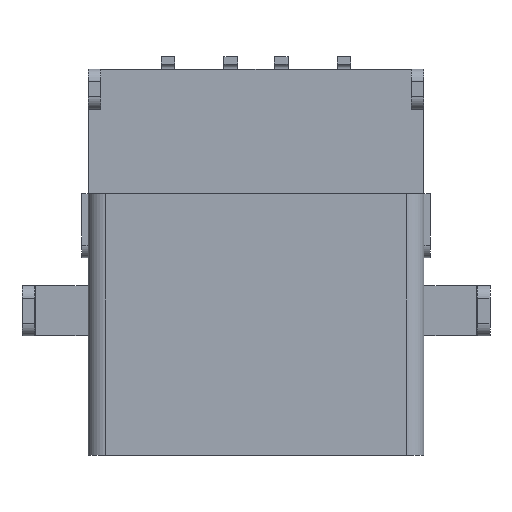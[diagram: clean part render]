
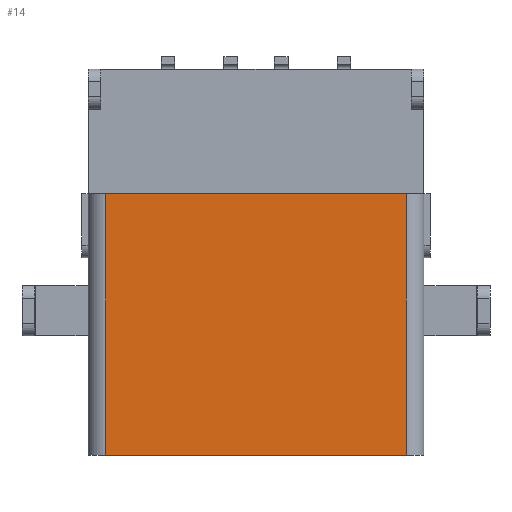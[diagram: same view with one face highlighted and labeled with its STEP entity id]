
A CAD part, front view. The second image highlights one B-rep face of the part: STEP entity #14.
In plain terms, the highlighted planar face has unit normal (0, -1, 0).
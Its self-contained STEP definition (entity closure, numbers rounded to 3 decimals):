
#3 = CARTESIAN_POINT ( 'NONE',  ( 0., -5.95, 0. ) ) ;
#14 = ADVANCED_FACE ( 'NONE', ( #3251 ), #1204, .F. ) ;
#78 = ORIENTED_EDGE ( 'NONE', *, *, #1465, .T. ) ;
#444 = DIRECTION ( 'NONE',  ( 1., 0., 0. ) ) ;
#491 = EDGE_CURVE ( 'NONE', #2690, #965, #1579, .T. ) ;
#702 = AXIS2_PLACEMENT_3D ( 'NONE', #1968, #2754, #1955 ) ;
#715 = LINE ( 'NONE', #3, #1300 ) ;
#823 = EDGE_LOOP ( 'NONE', ( #1396, #1538, #78, #2994 ) ) ;
#898 = CARTESIAN_POINT ( 'NONE',  ( 0., -5.95, 10.4 ) ) ;
#917 = VECTOR ( 'NONE', #1582, 1000. ) ;
#945 = CARTESIAN_POINT ( 'NONE',  ( 5.975, -5.95, 0. ) ) ;
#965 = VERTEX_POINT ( 'NONE', #945 ) ;
#1012 = EDGE_CURVE ( 'NONE', #3044, #2690, #3029, .T. ) ;
#1067 = CARTESIAN_POINT ( 'NONE',  ( -5.975, -5.95, 10.4 ) ) ;
#1204 = PLANE ( 'NONE',  #702 ) ;
#1284 = EDGE_CURVE ( 'NONE', #3044, #2135, #2858, .T. ) ;
#1300 = VECTOR ( 'NONE', #2313, 1000. ) ;
#1387 = CARTESIAN_POINT ( 'NONE',  ( -5.975, -5.95, 0. ) ) ;
#1396 = ORIENTED_EDGE ( 'NONE', *, *, #1012, .F. ) ;
#1465 = EDGE_CURVE ( 'NONE', #2135, #965, #715, .T. ) ;
#1538 = ORIENTED_EDGE ( 'NONE', *, *, #1284, .T. ) ;
#1579 = LINE ( 'NONE', #1808, #2316 ) ;
#1582 = DIRECTION ( 'NONE',  ( 0., 0., -1. ) ) ;
#1808 = CARTESIAN_POINT ( 'NONE',  ( 5.975, -5.95, 10.4 ) ) ;
#1913 = CARTESIAN_POINT ( 'NONE',  ( -5.975, -5.95, 10.4 ) ) ;
#1955 = DIRECTION ( 'NONE',  ( 0., 0., 1. ) ) ;
#1968 = CARTESIAN_POINT ( 'NONE',  ( 0., -5.95, 10.4 ) ) ;
#2115 = CARTESIAN_POINT ( 'NONE',  ( 5.975, -5.95, 10.4 ) ) ;
#2135 = VERTEX_POINT ( 'NONE', #1387 ) ;
#2264 = VECTOR ( 'NONE', #444, 1000. ) ;
#2313 = DIRECTION ( 'NONE',  ( 1., 0., 0. ) ) ;
#2316 = VECTOR ( 'NONE', #2611, 1000. ) ;
#2611 = DIRECTION ( 'NONE',  ( 0., 0., -1. ) ) ;
#2690 = VERTEX_POINT ( 'NONE', #2115 ) ;
#2754 = DIRECTION ( 'NONE',  ( 0., 1., 0. ) ) ;
#2858 = LINE ( 'NONE', #1067, #917 ) ;
#2994 = ORIENTED_EDGE ( 'NONE', *, *, #491, .F. ) ;
#3029 = LINE ( 'NONE', #898, #2264 ) ;
#3044 = VERTEX_POINT ( 'NONE', #1913 ) ;
#3251 = FACE_OUTER_BOUND ( 'NONE', #823, .T. ) ;
